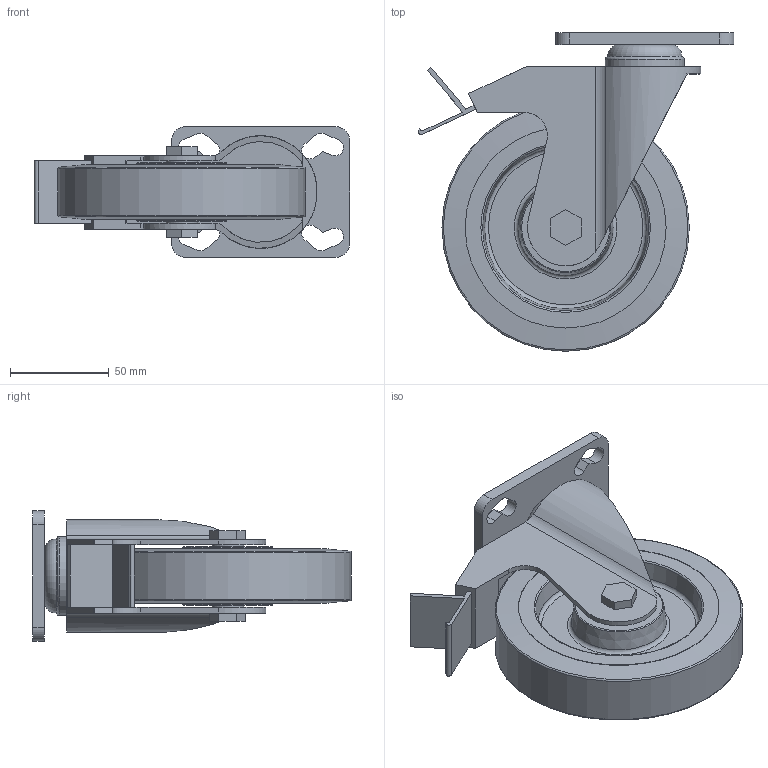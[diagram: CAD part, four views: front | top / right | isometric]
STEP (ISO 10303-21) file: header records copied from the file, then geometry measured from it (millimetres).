
FILE_DESCRIPTION(/* description */ ('STEP AP214'),/* implementation_level */ '2;1');
FILE_NAME(/* name */ 'K1760.1252520',/* time_stamp */ '2025-06-23T16:09:27+02:00',/* author */ ('License CC BY-ND 4.0'),/* organization */ ('CADENAS'),/* preprocessor_version */ 'ST-DEVELOPER v19.3',/* originating_system */ 'PARTsolutions',/* authorisation */ ' ');
FILE_SCHEMA (('AUTOMOTIVE_DESIGN {1 0 10303 214 3 1 1}'));
Length unit declared in the file: millimetre
Products named in the file (1): K1760.1252520
Bounding box: 159.53 x 161 x 66 mm (x, y, z)
Volume: 353102.1 mm3; surface area: 93934.7 mm2
Topology: 1 solids, 1 shells, 122 faces, 312 edges, 202 vertices
Faces by surface type: plane 66, cylinder 36, torus 13, cone 7
Full cylindrical faces by diameter (mm): 13 x1, 16.25 x2, 40 x1, 101.562 x2, 125 x1
Entity records: 3615 total; most frequent: DIRECTION 623, CARTESIAN_POINT 622, ORIENTED_EDGE 570, EDGE_CURVE 285, AXIS2_PLACEMENT_3D 219, VERTEX_POINT 202, LINE 185, VECTOR 185
